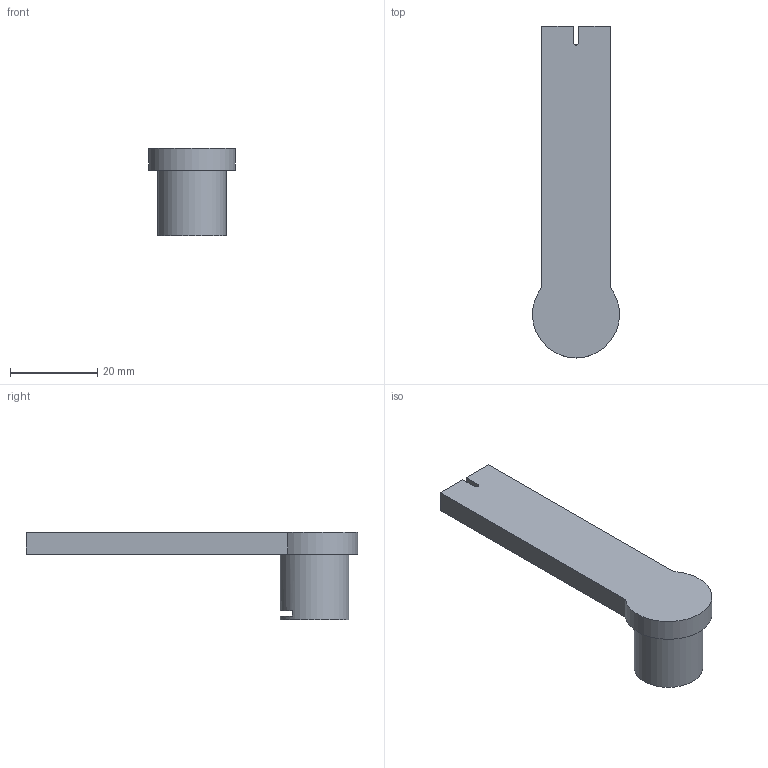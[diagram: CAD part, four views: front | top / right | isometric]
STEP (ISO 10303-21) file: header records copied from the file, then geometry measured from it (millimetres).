
FILE_DESCRIPTION(/* description */ (''),/* implementation_level */ '2;1');
FILE_NAME(/* name */ 'Kettenhalter-Arm',/* time_stamp */ '2025-06-26T18:20:16+02:00',/* author */ (''),/* organization */ (''),/* preprocessor_version */ 'ST-DEVELOPER v19.2',/* originating_system */ 'Rhino 8.21',/* authorisation */ '');
FILE_SCHEMA (('CONFIG_CONTROL_DESIGN'));
Length unit declared in the file: millimetre
Products named in the file (1): Document
Bounding box: 19.99 x 76.3 x 20 mm (x, y, z)
Volume: 8819.7 mm3; surface area: 4431.6 mm2
Topology: 1 solids, 1 shells, 21 faces, 54 edges, 36 vertices
Faces by surface type: plane 13, cylinder 8
Full cylindrical faces by diameter (mm): 15.8 x1
Entity records: 733 total; most frequent: CARTESIAN_POINT 221, ORIENTED_EDGE 108, EDGE_CURVE 54, DIRECTION 51, VERTEX_POINT 36, AXIS2_PLACEMENT_3D 36, B_SPLINE_CURVE_WITH_KNOTS 31, EDGE_LOOP 22
